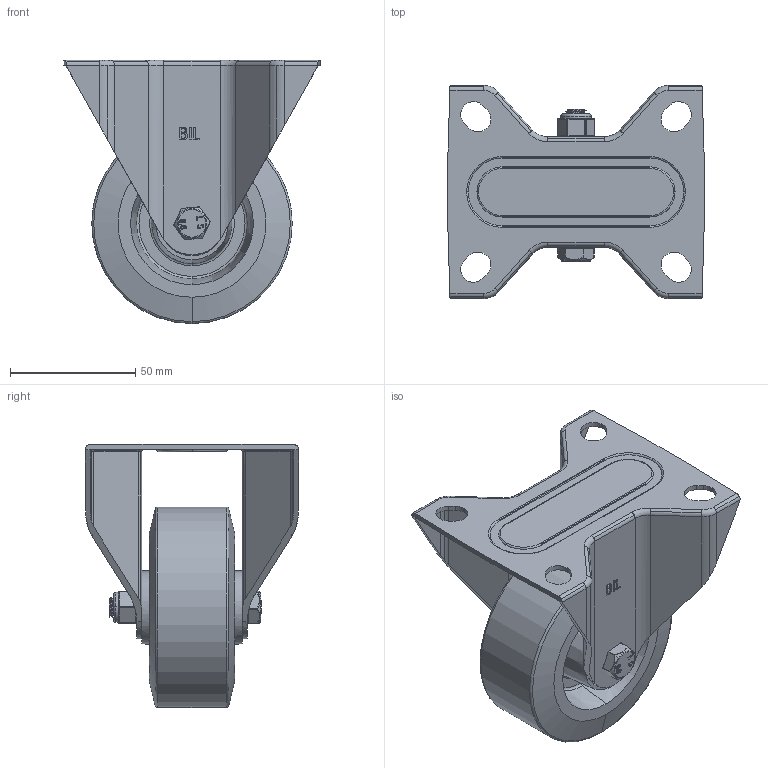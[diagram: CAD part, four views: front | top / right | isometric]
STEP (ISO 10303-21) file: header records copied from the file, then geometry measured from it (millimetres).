
FILE_DESCRIPTION(('STEP AP214'),'1');
FILE_NAME('BZMMF80LRNB.STEP','2022-11-01T12:38:07',(' '),(' '),'Spatial InterOp 3D',' ',' ');
FILE_SCHEMA(('AUTOMOTIVE_DESIGN { 1 0 10303 214 1 1 1 1 }'));
Length unit declared in the file: metre
Products named in the file (18): TUBEM12X40; ZINC PLATED STEEL TUBE; BZMMF80LRNB; BZML80WRNRB; 72 SHORE A ELASTIC RUBBER TYRE; NYLON RIM; ROLLER BEARING; CAGE; ribs; Component2; bzmmf80as 40; ZINC PLATED, PRESSED STEEL BRACKET; HEXBOLTM8X55Z8.8; GRADE 8.8 ZINC PLATED BOLT; NYLOC NUT; NUT; RUBBER; NYLOCM8Z
Assembly tree (24 placements, depth 5):
  BZMMF80LRNB
    TUBEM12X40
      ZINC PLATED STEEL TUBE
    BZML80WRNRB
      72 SHORE A ELASTIC RUBBER TYRE
      NYLON RIM
      ROLLER BEARING
        CAGE
        ribs
          Component2  x8
    bzmmf80as 40
      ZINC PLATED, PRESSED STEEL BRACKET
    HEXBOLTM8X55Z8.8
      GRADE 8.8 ZINC PLATED BOLT
    NYLOCM8Z
      NYLOC NUT
        NUT
        RUBBER
Bounding box: 102.3 x 85 x 105 mm (x, y, z)
Volume: 175126.7 mm3; surface area: 86633.7 mm2
Topology: 16 solids, 16 shells, 638 faces, 1645 edges, 1034 vertices
Faces by surface type: cylinder 297, plane 191, torus 56, sphere 42, extrusion 28, cone 16, bspline 8
Entity records: 26718 total; most frequent: CARTESIAN_POINT 11006, DIRECTION 3336, ORIENTED_EDGE 3154, EDGE_CURVE 1577, AXIS2_PLACEMENT_3D 1302, VERTEX_POINT 992, VECTOR 732, LINE 704
